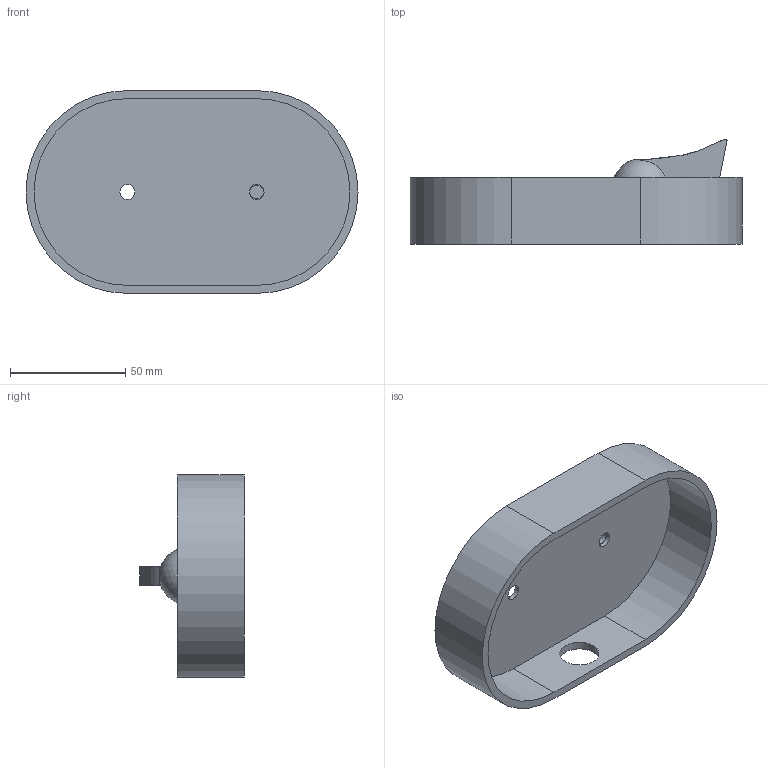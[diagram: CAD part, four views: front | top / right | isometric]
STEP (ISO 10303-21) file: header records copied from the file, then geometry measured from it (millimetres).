
FILE_DESCRIPTION(/* description */ (''),/* implementation_level */ '2;1');
FILE_NAME(/* name */ 'Comanche Fuel Valve v3.step',/* time_stamp */ '2024-06-08T10:30:27-05:00',/* author */ (''),/* organization */ (''),/* preprocessor_version */ 'ST-DEVELOPER v20',/* originating_system */ 'Autodesk Translation Framework v13.14.0.145',/* authorisation */ '');
FILE_SCHEMA (('AUTOMOTIVE_DESIGN { 1 0 10303 214 3 1 1 }'));
Length unit declared in the file: millimetre
Products named in the file (3): Comanche Fuel Valve; Base; Lever
Assembly tree (2 placements, depth 2):
  Comanche Fuel Valve
    Base
    Lever
Bounding box: 144 x 45.39 x 88 mm (x, y, z)
Volume: 61198.9 mm3; surface area: 48508.3 mm2
Topology: 3 solids, 3 shells, 1117 faces, 3047 edges, 2030 vertices
Faces by surface type: plane 656, bspline 448, cylinder 12, sphere 1
Full cylindrical faces by diameter (mm): 6 x1, 6.5 x2, 17 x1
Entity records: 39307 total; most frequent: CARTESIAN_POINT 13970, ORIENTED_EDGE 6092, DIRECTION 3531, EDGE_CURVE 3046, LINE 2121, VECTOR 2121, VERTEX_POINT 2030, EDGE_LOOP 1220
